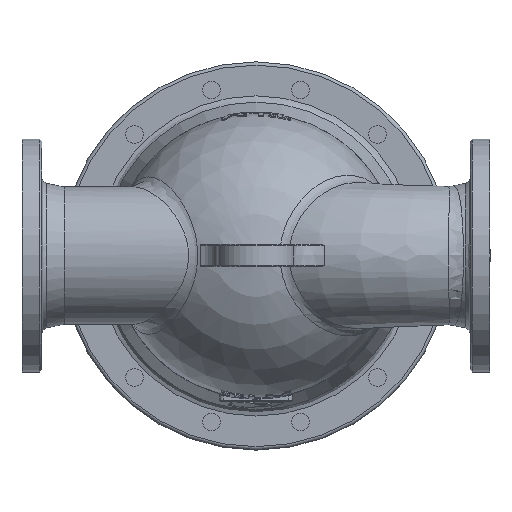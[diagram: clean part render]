
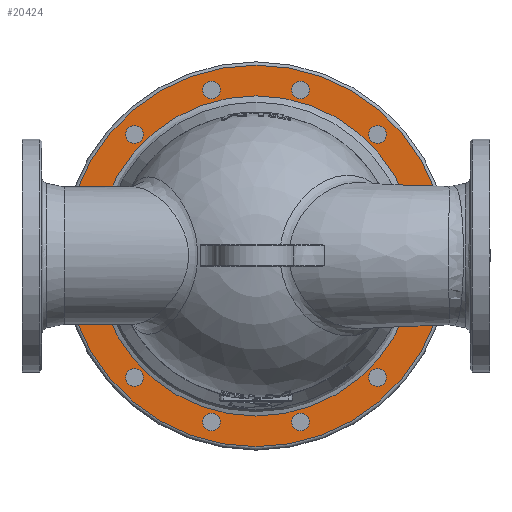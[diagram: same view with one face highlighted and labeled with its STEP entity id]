
A CAD part, top view. The second image highlights one B-rep face of the part: STEP entity #20424.
In plain terms, the highlighted planar face has unit normal (0, 0, 1).
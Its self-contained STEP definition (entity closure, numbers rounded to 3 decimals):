
#5658=CARTESIAN_POINT('',(-156.647,44.117,36.0));
#5659=VERTEX_POINT('',#5658);
#5660=CARTESIAN_POINT('',(-149.719,40.117,36.0));
#5661=DIRECTION('',(0.0,0.0,-1.0));
#5662=DIRECTION('',(0.866,-0.5,0.0));
#5663=AXIS2_PLACEMENT_3D('',#5660,#5661,#5662);
#5664=CIRCLE('',#5663,8.0);
#5665=EDGE_CURVE('',#5659,#5659,#5664,.T.);
#5723=CARTESIAN_POINT('',(-113.602,116.53,36.0));
#5724=VERTEX_POINT('',#5723);
#5725=CARTESIAN_POINT('',(-109.602,109.602,36.0));
#5726=DIRECTION('',(0.0,0.0,-1.0));
#5727=DIRECTION('',(0.5,-0.866,0.0));
#5728=AXIS2_PLACEMENT_3D('',#5725,#5726,#5727);
#5729=CIRCLE('',#5728,8.0);
#5730=EDGE_CURVE('',#5724,#5724,#5729,.T.);
#5788=CARTESIAN_POINT('',(-40.117,157.719,36.0));
#5789=VERTEX_POINT('',#5788);
#5790=CARTESIAN_POINT('',(-40.117,149.719,36.0));
#5791=DIRECTION('',(0.0,0.0,-1.0));
#5792=DIRECTION('',(0.0,-1.0,0.0));
#5793=AXIS2_PLACEMENT_3D('',#5790,#5791,#5792);
#5794=CIRCLE('',#5793,8.);
#5795=EDGE_CURVE('',#5789,#5789,#5794,.T.);
#5853=CARTESIAN_POINT('',(44.117,156.647,36.0));
#5854=VERTEX_POINT('',#5853);
#5855=CARTESIAN_POINT('',(40.117,149.719,36.0));
#5856=DIRECTION('',(0.0,0.0,-1.0));
#5857=DIRECTION('',(-0.5,-0.866,0.0));
#5858=AXIS2_PLACEMENT_3D('',#5855,#5856,#5857);
#5859=CIRCLE('',#5858,8.0);
#5860=EDGE_CURVE('',#5854,#5854,#5859,.T.);
#5918=CARTESIAN_POINT('',(116.53,113.602,36.0));
#5919=VERTEX_POINT('',#5918);
#5920=CARTESIAN_POINT('',(109.602,109.602,36.0));
#5921=DIRECTION('',(0.0,0.0,-1.));
#5922=DIRECTION('',(-0.866,-0.5,0.0));
#5923=AXIS2_PLACEMENT_3D('',#5920,#5921,#5922);
#5924=CIRCLE('',#5923,8.0);
#5925=EDGE_CURVE('',#5919,#5919,#5924,.T.);
#5983=CARTESIAN_POINT('',(157.719,40.117,36.0));
#5984=VERTEX_POINT('',#5983);
#5985=CARTESIAN_POINT('',(149.719,40.117,36.0));
#5986=DIRECTION('',(0.0,0.0,-1.0));
#5987=DIRECTION('',(-1.0,0.0,0.0));
#5988=AXIS2_PLACEMENT_3D('',#5985,#5986,#5987);
#5989=CIRCLE('',#5988,8.0);
#5990=EDGE_CURVE('',#5984,#5984,#5989,.T.);
#6048=CARTESIAN_POINT('',(156.647,-44.117,36.0));
#6049=VERTEX_POINT('',#6048);
#6050=CARTESIAN_POINT('',(149.719,-40.117,36.0));
#6051=DIRECTION('',(0.0,0.0,-1.));
#6052=DIRECTION('',(-0.866,0.5,0.0));
#6053=AXIS2_PLACEMENT_3D('',#6050,#6051,#6052);
#6054=CIRCLE('',#6053,8.0);
#6055=EDGE_CURVE('',#6049,#6049,#6054,.T.);
#6113=CARTESIAN_POINT('',(113.602,-116.53,36.0));
#6114=VERTEX_POINT('',#6113);
#6115=CARTESIAN_POINT('',(109.602,-109.602,36.0));
#6116=DIRECTION('',(0.0,0.0,-1.));
#6117=DIRECTION('',(-0.5,0.866,0.0));
#6118=AXIS2_PLACEMENT_3D('',#6115,#6116,#6117);
#6119=CIRCLE('',#6118,8.0);
#6120=EDGE_CURVE('',#6114,#6114,#6119,.T.);
#6178=CARTESIAN_POINT('',(40.117,-157.719,36.0));
#6179=VERTEX_POINT('',#6178);
#6180=CARTESIAN_POINT('',(40.117,-149.719,36.0));
#6181=DIRECTION('',(0.0,0.0,-1.0));
#6182=DIRECTION('',(0.0,1.0,0.0));
#6183=AXIS2_PLACEMENT_3D('',#6180,#6181,#6182);
#6184=CIRCLE('',#6183,8.0);
#6185=EDGE_CURVE('',#6179,#6179,#6184,.T.);
#6243=CARTESIAN_POINT('',(-44.117,-156.647,36.0));
#6244=VERTEX_POINT('',#6243);
#6245=CARTESIAN_POINT('',(-40.117,-149.719,36.0));
#6246=DIRECTION('',(0.0,0.0,-1.0));
#6247=DIRECTION('',(0.5,0.866,0.0));
#6248=AXIS2_PLACEMENT_3D('',#6245,#6246,#6247);
#6249=CIRCLE('',#6248,8.0);
#6250=EDGE_CURVE('',#6244,#6244,#6249,.T.);
#6308=CARTESIAN_POINT('',(-116.53,-113.602,36.0));
#6309=VERTEX_POINT('',#6308);
#6310=CARTESIAN_POINT('',(-109.602,-109.602,36.0));
#6311=DIRECTION('',(0.0,0.0,-1.));
#6312=DIRECTION('',(0.866,0.5,0.0));
#6313=AXIS2_PLACEMENT_3D('',#6310,#6311,#6312);
#6314=CIRCLE('',#6313,8.0);
#6315=EDGE_CURVE('',#6309,#6309,#6314,.T.);
#11367=CARTESIAN_POINT('',(-157.719,-40.117,36.0));
#11368=VERTEX_POINT('',#11367);
#11369=CARTESIAN_POINT('',(-149.719,-40.117,36.0));
#11370=DIRECTION('',(0.0,0.0,-1.0));
#11371=DIRECTION('',(1.0,0.0,0.0));
#11372=AXIS2_PLACEMENT_3D('',#11369,#11370,#11371);
#11373=CIRCLE('',#11372,8.0);
#11374=EDGE_CURVE('',#11368,#11368,#11373,.T.);
#20346=CARTESIAN_POINT('',(172.0,0.,36.0));
#20347=VERTEX_POINT('',#20346);
#20348=CARTESIAN_POINT('',(0.0,0.0,36.0));
#20349=DIRECTION('',(0.0,0.0,-1.0));
#20350=DIRECTION('',(-1.0,0.0,0.0));
#20351=AXIS2_PLACEMENT_3D('',#20348,#20349,#20350);
#20352=CIRCLE('',#20351,172.0);
#20353=EDGE_CURVE('',#20347,#20347,#20352,.T.);
#20369=CARTESIAN_POINT('',(0.0,0.0,36.0));
#20370=DIRECTION('',(0.0,0.0,-1.0));
#20371=DIRECTION('',(-1.0,0.0,0.0));
#20372=AXIS2_PLACEMENT_3D('',#20369,#20370,#20371);
#20373=PLANE('',#20372);
#20374=ORIENTED_EDGE('',*,*,#20353,.F.);
#20375=EDGE_LOOP('',(#20374));
#20376=FACE_OUTER_BOUND('',#20375,.T.);
#20377=ORIENTED_EDGE('',*,*,#5665,.T.);
#20378=EDGE_LOOP('',(#20377));
#20379=FACE_BOUND('',#20378,.T.);
#20380=ORIENTED_EDGE('',*,*,#5730,.T.);
#20381=EDGE_LOOP('',(#20380));
#20382=FACE_BOUND('',#20381,.T.);
#20383=ORIENTED_EDGE('',*,*,#5795,.T.);
#20384=EDGE_LOOP('',(#20383));
#20385=FACE_BOUND('',#20384,.T.);
#20386=ORIENTED_EDGE('',*,*,#5860,.T.);
#20387=EDGE_LOOP('',(#20386));
#20388=FACE_BOUND('',#20387,.T.);
#20389=ORIENTED_EDGE('',*,*,#5925,.T.);
#20390=EDGE_LOOP('',(#20389));
#20391=FACE_BOUND('',#20390,.T.);
#20392=ORIENTED_EDGE('',*,*,#5990,.T.);
#20393=EDGE_LOOP('',(#20392));
#20394=FACE_BOUND('',#20393,.T.);
#20395=ORIENTED_EDGE('',*,*,#6055,.T.);
#20396=EDGE_LOOP('',(#20395));
#20397=FACE_BOUND('',#20396,.T.);
#20398=ORIENTED_EDGE('',*,*,#6120,.T.);
#20399=EDGE_LOOP('',(#20398));
#20400=FACE_BOUND('',#20399,.T.);
#20401=ORIENTED_EDGE('',*,*,#6185,.T.);
#20402=EDGE_LOOP('',(#20401));
#20403=FACE_BOUND('',#20402,.T.);
#20404=ORIENTED_EDGE('',*,*,#6250,.T.);
#20405=EDGE_LOOP('',(#20404));
#20406=FACE_BOUND('',#20405,.T.);
#20407=ORIENTED_EDGE('',*,*,#6315,.T.);
#20408=EDGE_LOOP('',(#20407));
#20409=FACE_BOUND('',#20408,.T.);
#20410=ORIENTED_EDGE('',*,*,#11374,.T.);
#20411=EDGE_LOOP('',(#20410));
#20412=FACE_BOUND('',#20411,.T.);
#20413=CARTESIAN_POINT('',(144.344,0.,36.0));
#20414=VERTEX_POINT('',#20413);
#20415=CARTESIAN_POINT('',(0.,0.0,36.0));
#20416=DIRECTION('',(0.0,0.0,1.0));
#20417=DIRECTION('',(-1.0,0.0,0.0));
#20418=AXIS2_PLACEMENT_3D('',#20415,#20416,#20417);
#20419=CIRCLE('',#20418,144.344);
#20420=EDGE_CURVE('',#20414,#20414,#20419,.T.);
#20421=ORIENTED_EDGE('',*,*,#20420,.F.);
#20422=EDGE_LOOP('',(#20421));
#20423=FACE_BOUND('',#20422,.T.);
#20424=ADVANCED_FACE('',(#20376,#20379,#20382,#20385,#20388,#20391,#20394,#20397,#20400,#20403,#20406,#20409,#20412,#20423),#20373,.F.);
